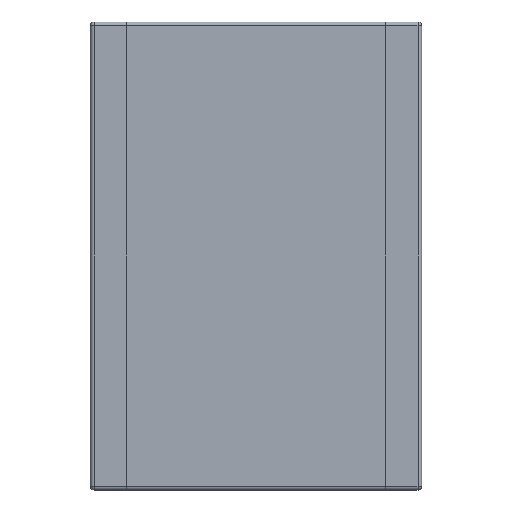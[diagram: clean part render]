
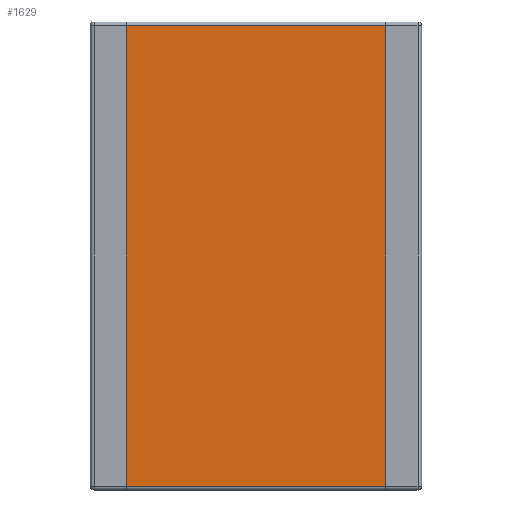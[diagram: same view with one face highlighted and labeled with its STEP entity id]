
A CAD part, front view. The second image highlights one B-rep face of the part: STEP entity #1629.
In plain terms, the highlighted planar face has unit normal (0, -1, 0).
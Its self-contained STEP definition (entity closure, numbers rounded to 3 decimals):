
#92 = CARTESIAN_POINT ( 'NONE',  ( 1.8, 0., 3.2 ) ) ;
#135 = DIRECTION ( 'NONE',  ( 0., 0., 1. ) ) ;
#136 = VECTOR ( 'NONE', #135, 1000. ) ;
#137 = CARTESIAN_POINT ( 'NONE',  ( -1.8, 0., -3.25 ) ) ;
#138 = LINE ( 'NONE', #137, #136 ) ;
#161 = CARTESIAN_POINT ( 'NONE',  ( -1.8, 0., -3.2 ) ) ;
#291 = FACE_OUTER_BOUND ( 'NONE', #1635, .T. ) ;
#331 = DIRECTION ( 'NONE',  ( 0., 0., -1. ) ) ;
#332 = DIRECTION ( 'NONE',  ( 0., -1., 0. ) ) ;
#333 = CARTESIAN_POINT ( 'NONE',  ( 2.3, 0., -3.25 ) ) ;
#334 = AXIS2_PLACEMENT_3D ( 'NONE', #333, #332, #331 ) ;
#335 = PLANE ( 'NONE',  #334 ) ;
#366 = DIRECTION ( 'NONE',  ( 1., 0., 0. ) ) ;
#367 = VECTOR ( 'NONE', #366, 1000. ) ;
#368 = CARTESIAN_POINT ( 'NONE',  ( 2.3, 0., -3.2 ) ) ;
#369 = LINE ( 'NONE', #368, #367 ) ;
#395 = CARTESIAN_POINT ( 'NONE',  ( -2.3, 0., 3.2 ) ) ;
#396 = LINE ( 'NONE', #395, #452 ) ;
#451 = DIRECTION ( 'NONE',  ( -1., 0., 0. ) ) ;
#452 = VECTOR ( 'NONE', #451, 1000. ) ;
#567 = VERTEX_POINT ( 'NONE', #1014 ) ;
#629 = EDGE_CURVE ( 'NONE', #763, #630, #1246, .T. ) ;
#630 = VERTEX_POINT ( 'NONE', #1242 ) ;
#763 = VERTEX_POINT ( 'NONE', #92 ) ;
#766 = EDGE_CURVE ( 'NONE', #775, #567, #138, .T. ) ;
#775 = VERTEX_POINT ( 'NONE', #161 ) ;
#1014 = CARTESIAN_POINT ( 'NONE',  ( -1.8, 0., 3.2 ) ) ;
#1242 = CARTESIAN_POINT ( 'NONE',  ( 1.8, 0., -3.2 ) ) ;
#1243 = DIRECTION ( 'NONE',  ( 0., 0., -1. ) ) ;
#1244 = VECTOR ( 'NONE', #1243, 1000. ) ;
#1245 = CARTESIAN_POINT ( 'NONE',  ( 1.8, 0., -3.25 ) ) ;
#1246 = LINE ( 'NONE', #1245, #1244 ) ;
#1629 = ADVANCED_FACE ( 'NONE', ( #291 ), #335, .T. ) ;
#1635 = EDGE_LOOP ( 'NONE', ( #1650, #1651, #1663, #1653 ) ) ;
#1650 = ORIENTED_EDGE ( 'NONE', *, *, #766, .F. ) ;
#1651 = ORIENTED_EDGE ( 'NONE', *, *, #1655, .T. ) ;
#1653 = ORIENTED_EDGE ( 'NONE', *, *, #1664, .T. ) ;
#1655 = EDGE_CURVE ( 'NONE', #775, #630, #369, .T. ) ;
#1663 = ORIENTED_EDGE ( 'NONE', *, *, #629, .F. ) ;
#1664 = EDGE_CURVE ( 'NONE', #763, #567, #396, .T. ) ;
